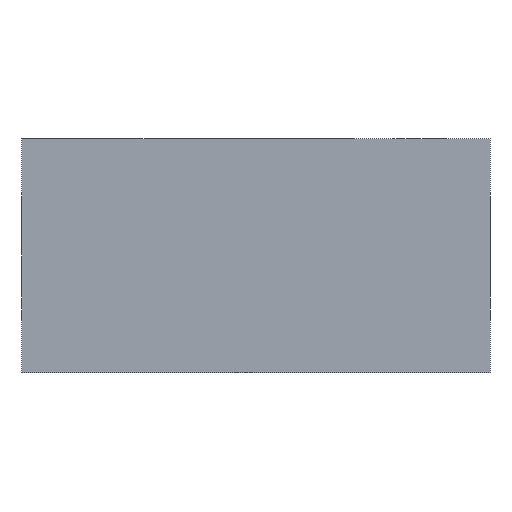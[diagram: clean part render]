
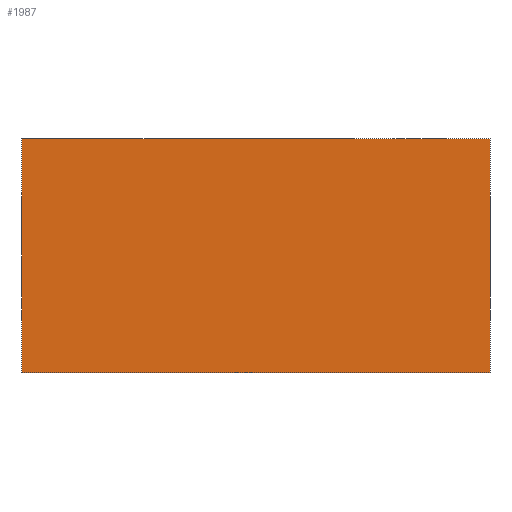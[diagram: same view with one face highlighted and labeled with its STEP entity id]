
A CAD part, front view. The second image highlights one B-rep face of the part: STEP entity #1987.
In plain terms, the highlighted planar face has unit normal (0, -1, 0).
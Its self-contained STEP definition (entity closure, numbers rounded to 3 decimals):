
#91=LINE('',#2876,#267);
#105=LINE('',#2908,#281);
#107=LINE('',#2914,#283);
#108=LINE('',#2918,#284);
#267=VECTOR('',#2336,1000.);
#281=VECTOR('',#2356,1000.);
#283=VECTOR('',#2362,1000.);
#284=VECTOR('',#2367,1000.);
#500=ORIENTED_EDGE('',*,*,#1060,.T.);
#501=ORIENTED_EDGE('',*,*,#1055,.F.);
#502=ORIENTED_EDGE('',*,*,#1039,.F.);
#503=ORIENTED_EDGE('',*,*,#1058,.T.);
#1039=EDGE_CURVE('',#1321,#1320,#91,.T.);
#1055=EDGE_CURVE('',#1320,#1336,#105,.T.);
#1058=EDGE_CURVE('',#1321,#1338,#107,.T.);
#1060=EDGE_CURVE('',#1338,#1336,#108,.T.);
#1320=VERTEX_POINT('',#2873);
#1321=VERTEX_POINT('',#2875);
#1336=VERTEX_POINT('',#2907);
#1338=VERTEX_POINT('',#2913);
#1584=EDGE_LOOP('',(#500,#501,#502,#503));
#1748=FACE_BOUND('',#1584,.T.);
#1898=PLANE('',#2136);
#1987=ADVANCED_FACE('',(#1748),#1898,.F.);
#2136=AXIS2_PLACEMENT_3D('',#2917,#2365,#2366);
#2336=DIRECTION('',(1.,0.,0.));
#2356=DIRECTION('',(0.,0.,-1.));
#2362=DIRECTION('',(0.,0.,-1.));
#2365=DIRECTION('',(0.,1.,0.));
#2366=DIRECTION('',(1.,0.,0.));
#2367=DIRECTION('',(1.,0.,0.));
#2873=CARTESIAN_POINT('',(25.,-14.55,12.5));
#2875=CARTESIAN_POINT('',(-25.,-14.55,12.5));
#2876=CARTESIAN_POINT('',(-25.,-14.55,12.5));
#2907=CARTESIAN_POINT('',(25.,-14.55,-12.5));
#2908=CARTESIAN_POINT('',(25.,-14.55,12.5));
#2913=CARTESIAN_POINT('',(-25.,-14.55,-12.5));
#2914=CARTESIAN_POINT('',(-25.,-14.55,12.5));
#2917=CARTESIAN_POINT('',(-25.,-14.55,12.5));
#2918=CARTESIAN_POINT('',(-25.,-14.55,-12.5));
